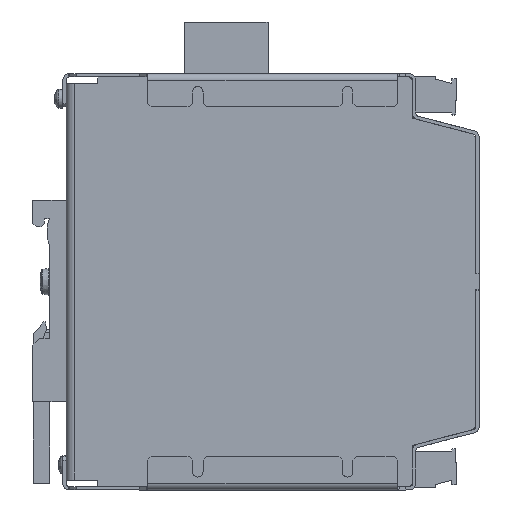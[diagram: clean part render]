
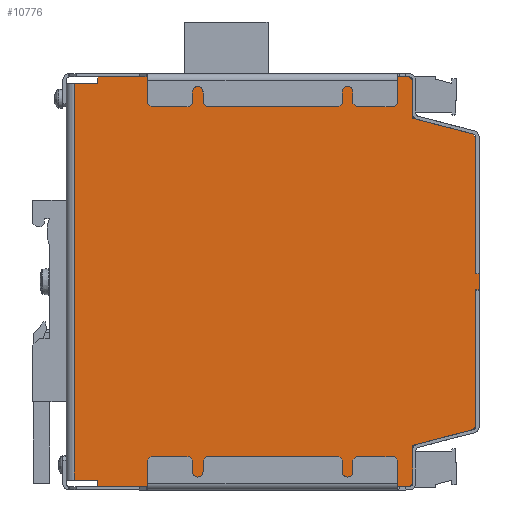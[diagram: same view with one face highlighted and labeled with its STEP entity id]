
A CAD part, left-side view. The second image highlights one B-rep face of the part: STEP entity #10776.
In plain terms, the highlighted planar face has unit normal (-1, 0, 0).
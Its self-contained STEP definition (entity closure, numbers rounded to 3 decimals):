
#10776 = ADVANCED_FACE( '', ( #23649 ), #23650, .T. );
#23649 = FACE_OUTER_BOUND( '', #39415, .T. );
#23650 = PLANE( '', #39416 );
#39415 = EDGE_LOOP( '', ( #73691, #73692, #73693, #73694, #73695, #73696, #73697, #73698, #73699, #73700, #73701, #73702, #73703, #73704, #73705, #73706, #73707, #73708, #73709, #73710 ) );
#39416 = AXIS2_PLACEMENT_3D( '', #73711, #73712, #73713 );
#73691 = ORIENTED_EDGE( '', *, *, #98695, .T. );
#73692 = ORIENTED_EDGE( '', *, *, #90689, .T. );
#73693 = ORIENTED_EDGE( '', *, *, #85087, .T. );
#73694 = ORIENTED_EDGE( '', *, *, #94510, .T. );
#73695 = ORIENTED_EDGE( '', *, *, #93341, .T. );
#73696 = ORIENTED_EDGE( '', *, *, #91579, .T. );
#73697 = ORIENTED_EDGE( '', *, *, #90900, .T. );
#73698 = ORIENTED_EDGE( '', *, *, #91334, .T. );
#73699 = ORIENTED_EDGE( '', *, *, #98696, .T. );
#73700 = ORIENTED_EDGE( '', *, *, #98697, .T. );
#73701 = ORIENTED_EDGE( '', *, *, #92400, .T. );
#73702 = ORIENTED_EDGE( '', *, *, #98306, .T. );
#73703 = ORIENTED_EDGE( '', *, *, #92345, .T. );
#73704 = ORIENTED_EDGE( '', *, *, #96868, .T. );
#73705 = ORIENTED_EDGE( '', *, *, #98698, .T. );
#73706 = ORIENTED_EDGE( '', *, *, #95259, .F. );
#73707 = ORIENTED_EDGE( '', *, *, #98699, .F. );
#73708 = ORIENTED_EDGE( '', *, *, #97641, .T. );
#73709 = ORIENTED_EDGE( '', *, *, #93960, .F. );
#73710 = ORIENTED_EDGE( '', *, *, #89480, .T. );
#73711 = CARTESIAN_POINT( '', ( -40., 62., -61.5 ) );
#73712 = DIRECTION( '', ( -1., 0., 0. ) );
#73713 = DIRECTION( '', ( 0., -1., 0. ) );
#85087 = EDGE_CURVE( '', #103359, #103357, #103360, .T. );
#89480 = EDGE_CURVE( '', #111010, #111008, #111011, .T. );
#90689 = EDGE_CURVE( '', #112943, #103359, #112945, .T. );
#90900 = EDGE_CURVE( '', #113277, #113275, #113278, .T. );
#91334 = EDGE_CURVE( '', #113275, #113960, #113962, .T. );
#91579 = EDGE_CURVE( '', #114345, #113277, #114346, .T. );
#92345 = EDGE_CURVE( '', #115523, #115521, #115524, .T. );
#92400 = EDGE_CURVE( '', #115607, #115605, #115608, .T. );
#93341 = EDGE_CURVE( '', #117010, #114345, #117011, .T. );
#93960 = EDGE_CURVE( '', #111010, #117940, #117941, .T. );
#94510 = EDGE_CURVE( '', #103357, #117010, #118738, .T. );
#95259 = EDGE_CURVE( '', #119806, #119808, #119809, .T. );
#96868 = EDGE_CURVE( '', #115521, #121956, #121958, .T. );
#97641 = EDGE_CURVE( '', #122955, #117940, #122956, .T. );
#98306 = EDGE_CURVE( '', #115605, #115523, #123791, .T. );
#98695 = EDGE_CURVE( '', #111008, #112943, #124236, .T. );
#98696 = EDGE_CURVE( '', #113960, #124237, #124238, .T. );
#98697 = EDGE_CURVE( '', #124237, #115607, #124239, .T. );
#98698 = EDGE_CURVE( '', #121956, #119808, #124240, .T. );
#98699 = EDGE_CURVE( '', #122955, #119806, #124241, .T. );
#103357 = VERTEX_POINT( '', #128456 );
#103359 = VERTEX_POINT( '', #128459 );
#103360 = LINE( '', #128460, #128461 );
#111008 = VERTEX_POINT( '', #139865 );
#111010 = VERTEX_POINT( '', #139868 );
#111011 = LINE( '', #139869, #139870 );
#112943 = VERTEX_POINT( '', #142655 );
#112945 = LINE( '', #142658, #142659 );
#113275 = VERTEX_POINT( '', #143146 );
#113277 = VERTEX_POINT( '', #143149 );
#113278 = LINE( '', #143150, #143151 );
#113960 = VERTEX_POINT( '', #144146 );
#113962 = LINE( '', #144149, #144150 );
#114345 = VERTEX_POINT( '', #144702 );
#114346 = LINE( '', #144703, #144704 );
#115521 = VERTEX_POINT( '', #146457 );
#115523 = VERTEX_POINT( '', #146460 );
#115524 = LINE( '', #146461, #146462 );
#115605 = VERTEX_POINT( '', #146580 );
#115607 = VERTEX_POINT( '', #146583 );
#115608 = LINE( '', #146584, #146585 );
#117010 = VERTEX_POINT( '', #148654 );
#117011 = LINE( '', #148655, #148656 );
#117940 = VERTEX_POINT( '', #150184 );
#117941 = LINE( '', #150185, #150186 );
#118738 = LINE( '', #151378, #151379 );
#119806 = VERTEX_POINT( '', #153085 );
#119808 = VERTEX_POINT( '', #153088 );
#119809 = LINE( '', #153089, #153090 );
#121956 = VERTEX_POINT( '', #156327 );
#121958 = LINE( '', #156330, #156331 );
#122955 = VERTEX_POINT( '', #157974 );
#122956 = LINE( '', #157975, #157976 );
#123791 = LINE( '', #159328, #159329 );
#124236 = LINE( '', #160106, #160107 );
#124237 = VERTEX_POINT( '', #160108 );
#124238 = LINE( '', #160109, #160110 );
#124239 = LINE( '', #160111, #160112 );
#124240 = LINE( '', #160113, #160114 );
#124241 = LINE( '', #160115, #160116 );
#128456 = CARTESIAN_POINT( '', ( -40., -42., -60.5 ) );
#128459 = CARTESIAN_POINT( '', ( -40., -41., -61.5 ) );
#128460 = CARTESIAN_POINT( '', ( -40., 10.5, -113. ) );
#128461 = VECTOR( '', #163977, 1000. );
#139865 = CARTESIAN_POINT( '', ( -40., 52.5, -59.5 ) );
#139868 = CARTESIAN_POINT( '', ( -40., 59.5, -59.5 ) );
#139869 = CARTESIAN_POINT( '', ( -40., 62., -59.5 ) );
#139870 = VECTOR( '', #167953, 1000. );
#142655 = CARTESIAN_POINT( '', ( -40., 52.5, -61.5 ) );
#142658 = CARTESIAN_POINT( '', ( -40., 62., -61.5 ) );
#142659 = VECTOR( '', #169077, 1000. );
#143146 = CARTESIAN_POINT( '', ( -40., -61., -2.4 ) );
#143149 = CARTESIAN_POINT( '', ( -40., -61., -43.14 ) );
#143150 = CARTESIAN_POINT( '', ( -40., -61., -61.5 ) );
#143151 = VECTOR( '', #169243, 1000. );
#144146 = CARTESIAN_POINT( '', ( -40., -62., -2.4 ) );
#144149 = CARTESIAN_POINT( '', ( -40., 62., -2.4 ) );
#144150 = VECTOR( '', #169600, 1000. );
#144702 = CARTESIAN_POINT( '', ( -40., -60.036, -44.408 ) );
#144703 = CARTESIAN_POINT( '', ( -40., -7.115, -114.033 ) );
#144704 = VECTOR( '', #169827, 1000. );
#146457 = CARTESIAN_POINT( '', ( -40., -42., 49.14 ) );
#146460 = CARTESIAN_POINT( '', ( -40., -60.036, 44.408 ) );
#146461 = CARTESIAN_POINT( '', ( -40., 28.142, 67.544 ) );
#146462 = VECTOR( '', #170500, 1000. );
#146580 = CARTESIAN_POINT( '', ( -40., -61., 43.14 ) );
#146583 = CARTESIAN_POINT( '', ( -40., -61., 2.4 ) );
#146584 = CARTESIAN_POINT( '', ( -40., -61., -61.5 ) );
#146585 = VECTOR( '', #170542, 1000. );
#148654 = CARTESIAN_POINT( '', ( -40., -42., -49.14 ) );
#148655 = CARTESIAN_POINT( '', ( -40., 58.336, -75.466 ) );
#148656 = VECTOR( '', #171317, 1000. );
#150184 = CARTESIAN_POINT( '', ( -40., 59.5, 59.5 ) );
#150185 = CARTESIAN_POINT( '', ( -40., 59.5, -61.5 ) );
#150186 = VECTOR( '', #171868, 1000. );
#151378 = CARTESIAN_POINT( '', ( -40., -42., -61.5 ) );
#151379 = VECTOR( '', #172334, 1000. );
#153085 = CARTESIAN_POINT( '', ( -40., 52.5, 61.5 ) );
#153088 = CARTESIAN_POINT( '', ( -40., -41., 61.5 ) );
#153089 = CARTESIAN_POINT( '', ( -40., 62., 61.5 ) );
#153090 = VECTOR( '', #172932, 1000. );
#156327 = CARTESIAN_POINT( '', ( -40., -42., 60.5 ) );
#156330 = CARTESIAN_POINT( '', ( -40., -42., -61.5 ) );
#156331 = VECTOR( '', #174120, 1000. );
#157974 = CARTESIAN_POINT( '', ( -40., 52.5, 59.5 ) );
#157975 = CARTESIAN_POINT( '', ( -40., 62., 59.5 ) );
#157976 = VECTOR( '', #174783, 1000. );
#159328 = CARTESIAN_POINT( '', ( -40., -66.371, 36.073 ) );
#159329 = VECTOR( '', #175316, 1000. );
#160106 = CARTESIAN_POINT( '', ( -40., 52.5, -61.5 ) );
#160107 = VECTOR( '', #175533, 1000. );
#160108 = CARTESIAN_POINT( '', ( -40., -62., 2.4 ) );
#160109 = CARTESIAN_POINT( '', ( -40., -62., -61.5 ) );
#160110 = VECTOR( '', #175534, 1000. );
#160111 = CARTESIAN_POINT( '', ( -40., 62., 2.4 ) );
#160112 = VECTOR( '', #175535, 1000. );
#160113 = CARTESIAN_POINT( '', ( -40., -51., 51.5 ) );
#160114 = VECTOR( '', #175536, 1000. );
#160115 = CARTESIAN_POINT( '', ( -40., 52.5, -61.5 ) );
#160116 = VECTOR( '', #175537, 1000. );
#163977 = DIRECTION( '', ( 0., -0.707, 0.707 ) );
#167953 = DIRECTION( '', ( 0., -1., 0. ) );
#169077 = DIRECTION( '', ( 0., -1., 0. ) );
#169243 = DIRECTION( '', ( 0., 0., 1. ) );
#169600 = DIRECTION( '', ( 0., -1., 0. ) );
#169827 = DIRECTION( '', ( 0., -0.605, 0.796 ) );
#170500 = DIRECTION( '', ( 0., 0.967, 0.254 ) );
#170542 = DIRECTION( '', ( 0., 0., 1. ) );
#171317 = DIRECTION( '', ( 0., -0.967, 0.254 ) );
#171868 = DIRECTION( '', ( 0., 0., 1. ) );
#172334 = DIRECTION( '', ( 0., 0., 1. ) );
#172932 = DIRECTION( '', ( 0., -1., 0. ) );
#174120 = DIRECTION( '', ( 0., 0., 1. ) );
#174783 = DIRECTION( '', ( 0., 1., 0. ) );
#175316 = DIRECTION( '', ( 0., 0.605, 0.796 ) );
#175533 = DIRECTION( '', ( 0., 0., -1. ) );
#175534 = DIRECTION( '', ( 0., 0., 1. ) );
#175535 = DIRECTION( '', ( 0., 1., 0. ) );
#175536 = DIRECTION( '', ( 0., 0.707, 0.707 ) );
#175537 = DIRECTION( '', ( 0., 0., 1. ) );
